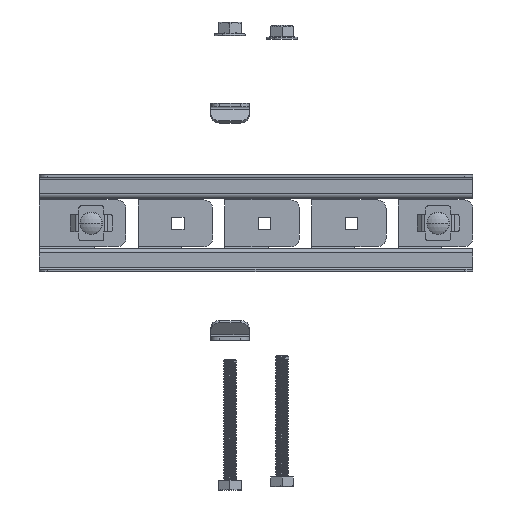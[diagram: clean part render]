
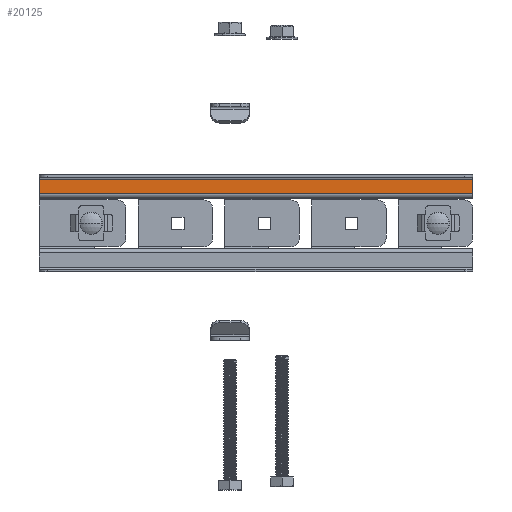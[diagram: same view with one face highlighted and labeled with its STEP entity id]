
A CAD part, left-side view. The second image highlights one B-rep face of the part: STEP entity #20125.
In plain terms, the highlighted face is planar.
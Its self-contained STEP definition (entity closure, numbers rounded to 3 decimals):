
#68 = ORIENTED_EDGE ( 'NONE', *, *, #17929, .F. ) ;
#2983 = EDGE_CURVE ( 'NONE', #22509, #13924, #13129, .T. ) ;
#3308 = CARTESIAN_POINT ( 'NONE',  ( 28., 125., 18.5 ) ) ;
#4609 = CARTESIAN_POINT ( 'NONE',  ( 25.5, 125., 18.5 ) ) ;
#6506 = CARTESIAN_POINT ( 'NONE',  ( 28., -125., 18.5 ) ) ;
#7639 = LINE ( 'NONE', #19059, #15149 ) ;
#7761 = DIRECTION ( 'NONE',  ( -1., 0., 0. ) ) ;
#8059 = DIRECTION ( 'NONE',  ( 0., -1., 0. ) ) ;
#8353 = CARTESIAN_POINT ( 'NONE',  ( 28., 125., 18.5 ) ) ;
#10059 = FACE_OUTER_BOUND ( 'NONE', #22608, .T. ) ;
#10368 = CARTESIAN_POINT ( 'NONE',  ( 17., 125., 18.5 ) ) ;
#11928 = LINE ( 'NONE', #14254, #22209 ) ;
#11958 = ORIENTED_EDGE ( 'NONE', *, *, #2983, .T. ) ;
#12063 = VERTEX_POINT ( 'NONE', #10368 ) ;
#12565 = AXIS2_PLACEMENT_3D ( 'NONE', #3308, #26070, #7761 ) ;
#13129 = LINE ( 'NONE', #6506, #27877 ) ;
#13924 = VERTEX_POINT ( 'NONE', #14138 ) ;
#14102 = EDGE_CURVE ( 'NONE', #14264, #13924, #7639, .T. ) ;
#14138 = CARTESIAN_POINT ( 'NONE',  ( 25.5, -125., 18.5 ) ) ;
#14254 = CARTESIAN_POINT ( 'NONE',  ( 17., 125., 18.5 ) ) ;
#14264 = VERTEX_POINT ( 'NONE', #4609 ) ;
#14860 = DIRECTION ( 'NONE',  ( 1., 0., 0. ) ) ;
#15149 = VECTOR ( 'NONE', #8059, 1000. ) ;
#15258 = VECTOR ( 'NONE', #25992, 1000. ) ;
#17200 = ORIENTED_EDGE ( 'NONE', *, *, #18246, .T. ) ;
#17929 = EDGE_CURVE ( 'NONE', #12063, #14264, #28142, .T. ) ;
#18246 = EDGE_CURVE ( 'NONE', #12063, #22509, #11928, .T. ) ;
#19059 = CARTESIAN_POINT ( 'NONE',  ( 25.5, 125., 18.5 ) ) ;
#20125 = ADVANCED_FACE ( 'NONE', ( #10059 ), #27408, .F. ) ;
#20386 = ORIENTED_EDGE ( 'NONE', *, *, #14102, .F. ) ;
#21327 = DIRECTION ( 'NONE',  ( 0., -1., 0. ) ) ;
#21892 = CARTESIAN_POINT ( 'NONE',  ( 17., -125., 18.5 ) ) ;
#22209 = VECTOR ( 'NONE', #21327, 1000. ) ;
#22509 = VERTEX_POINT ( 'NONE', #21892 ) ;
#22608 = EDGE_LOOP ( 'NONE', ( #11958, #20386, #68, #17200 ) ) ;
#25992 = DIRECTION ( 'NONE',  ( 1., 0., 0. ) ) ;
#26070 = DIRECTION ( 'NONE',  ( 0., 0., -1. ) ) ;
#27408 = PLANE ( 'NONE',  #12565 ) ;
#27877 = VECTOR ( 'NONE', #14860, 1000. ) ;
#28142 = LINE ( 'NONE', #8353, #15258 ) ;
